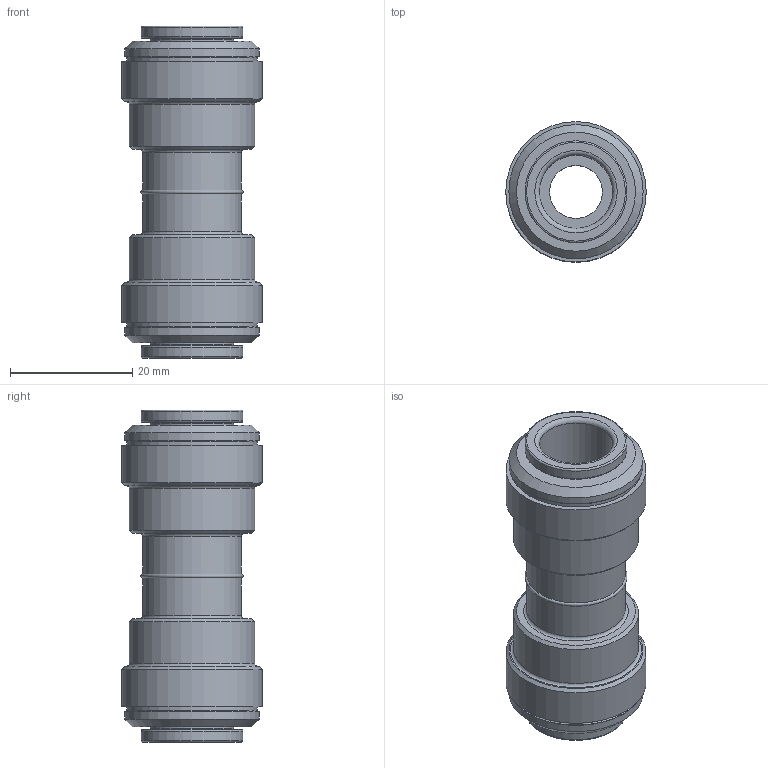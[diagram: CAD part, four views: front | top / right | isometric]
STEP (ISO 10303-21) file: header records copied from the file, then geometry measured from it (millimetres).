
FILE_DESCRIPTION(/* description */ ('STEP AP214'),/* implementation_level */ '2;1');
FILE_NAME(/* name */ '177695_CQ-12',/* time_stamp */ '2024-08-07T21:56:53+02:00',/* author */ ('License CC BY-ND 4.0'),/* organization */ ('CADENAS'),/* preprocessor_version */ 'ST-DEVELOPER v19.3',/* originating_system */ 'PARTsolutions',/* authorisation */ ' ');
FILE_SCHEMA (('AUTOMOTIVE_DESIGN {1 0 10303 214 3 1 1}'));
Length unit declared in the file: millimetre
Products named in the file (1): 177695 CQ-12
Bounding box: 23 x 23 x 54.4 mm (x, y, z)
Volume: 10959.9 mm3; surface area: 6598.2 mm2
Topology: 1 solids, 1 shells, 54 faces, 92 edges, 54 vertices
Faces by surface type: cylinder 17, plane 16, torus 15, cone 6
Full cylindrical faces by diameter (mm): 8.65 x1, 12 x2, 13.7 x2, 16.15 x2, 16.7 x2, 20.5 x2, 21.4 x2, 22 x2, 23 x2
Entity records: 1118 total; most frequent: DIRECTION 218, CARTESIAN_POINT 163, AXIS2_PLACEMENT_3D 109, ORIENTED_EDGE 108, EDGE_LOOP 108, FACE_BOUND 108, EDGE_CURVE 54, VERTEX_POINT 54
